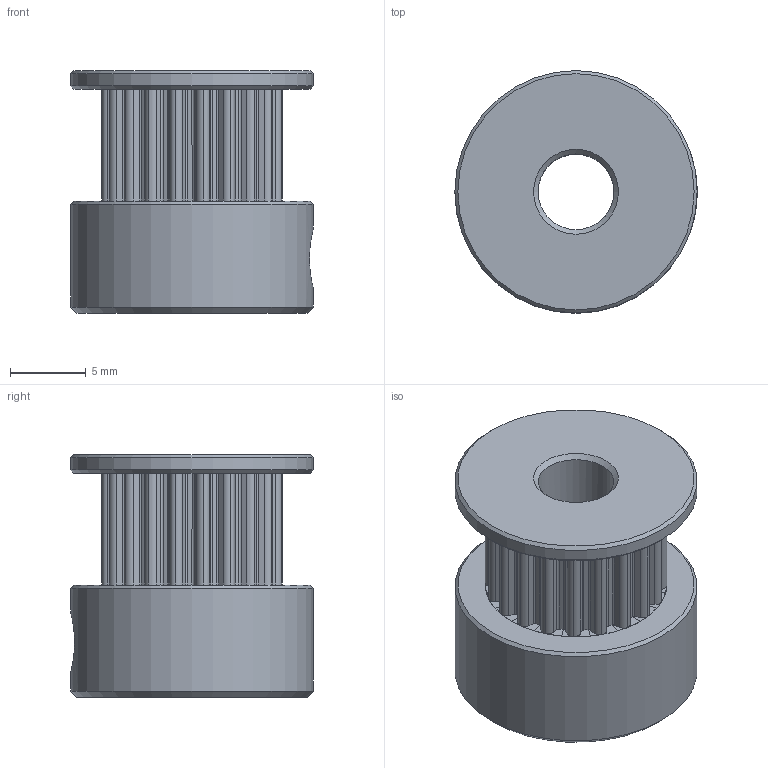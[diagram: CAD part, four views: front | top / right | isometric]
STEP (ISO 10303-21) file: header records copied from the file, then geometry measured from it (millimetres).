
FILE_DESCRIPTION(('FreeCAD Model'),'2;1');
FILE_NAME('Pulley_GT2-6mm-20T_bore_5.step', '2019-10-20T08:57:28',('Sisil Galog'),(''), 'Open CASCADE STEP processor 7.3','FreeCAD','Unknown');
FILE_SCHEMA(('CONFIG_CONTROL_DESIGN','SHAPE_APPEARANCE_LAYER_MIM'));
Length unit declared in the file: millimetre
Products named in the file (1): Pulley_GT2-6mm-20T_bore_5_001
Bounding box: 16 x 16 x 16 mm (x, y, z)
Volume: 2129.8 mm3; surface area: 1844.8 mm2
Topology: 3 solids, 3 shells, 265 faces, 635 edges, 378 vertices
Faces by surface type: plane 142, cylinder 109, cone 10, bspline 4
Full cylindrical faces by diameter (mm): 3.3 x2, 4 x2, 5 x1, 12 x2, 16 x2
Entity records: 19856 total; most frequent: CARTESIAN_POINT 4914, DIRECTION 2616, LINE 1276, VECTOR 1276, ORIENTED_EDGE 1270, PCURVE 1270, DEFINITIONAL_REPRESENTATION 1270, EDGE_CURVE 635
